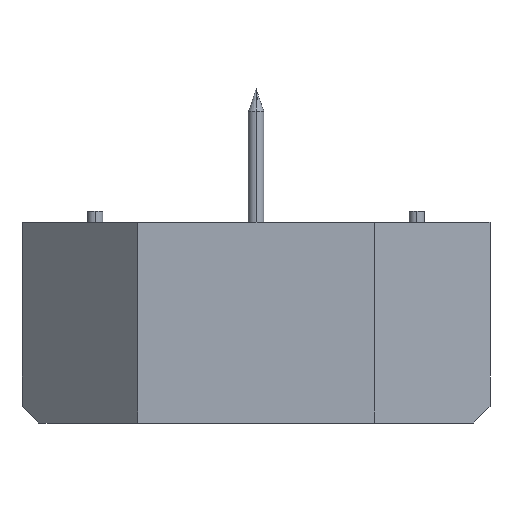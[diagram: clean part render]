
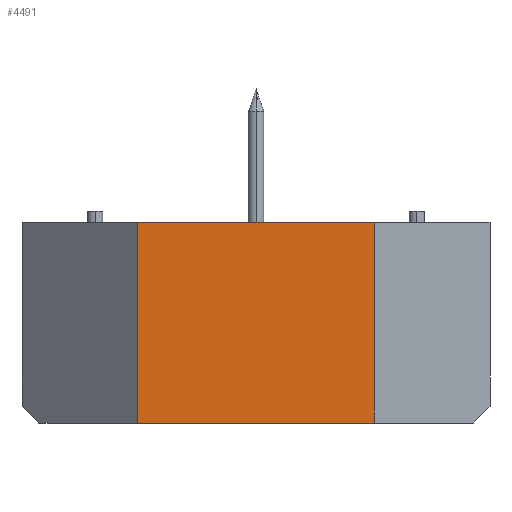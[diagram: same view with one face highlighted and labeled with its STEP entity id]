
A CAD part, left-side view. The second image highlights one B-rep face of the part: STEP entity #4491.
In plain terms, the highlighted planar face has unit normal (-1, 0, 0).
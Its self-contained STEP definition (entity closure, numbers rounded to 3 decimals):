
#166 = PLANE('',#167);
#167 = AXIS2_PLACEMENT_3D('',#168,#169,#170);
#168 = CARTESIAN_POINT('',(145.357,227.248,9.));
#169 = DIRECTION('',(0.,0.,-1.));
#170 = DIRECTION('',(-1.,0.,-0.));
#534 = PLANE('',#535);
#535 = AXIS2_PLACEMENT_3D('',#536,#537,#538);
#536 = CARTESIAN_POINT('',(150.657,237.748,0.));
#537 = DIRECTION('',(0.,0.,-1.));
#538 = DIRECTION('',(-1.,0.,-0.));
#3690 = VERTEX_POINT('',#3691);
#3691 = CARTESIAN_POINT('',(140.157,243.048,9.));
#3705 = PLANE('',#3706);
#3706 = AXIS2_PLACEMENT_3D('',#3707,#3708,#3709);
#3707 = CARTESIAN_POINT('',(140.157,243.048,0.));
#3708 = DIRECTION('',(-0.707,0.707,0.));
#3709 = DIRECTION('',(-0.707,-0.707,0.));
#3717 = EDGE_CURVE('',#3718,#3690,#3720,.T.);
#3718 = VERTEX_POINT('',#3719);
#3719 = CARTESIAN_POINT('',(140.157,232.448,9.));
#3720 = SURFACE_CURVE('',#3721,(#3725,#3732),.PCURVE_S1.);
#3721 = LINE('',#3722,#3723);
#3722 = CARTESIAN_POINT('',(140.157,227.248,9.));
#3723 = VECTOR('',#3724,1.);
#3724 = DIRECTION('',(0.,1.,0.));
#3725 = PCURVE('',#166,#3726);
#3726 = DEFINITIONAL_REPRESENTATION('',(#3727),#3731);
#3727 = LINE('',#3728,#3729);
#3728 = CARTESIAN_POINT('',(5.2,0.));
#3729 = VECTOR('',#3730,1.);
#3730 = DIRECTION('',(0.,1.));
#3731 = ( GEOMETRIC_REPRESENTATION_CONTEXT(2) 
PARAMETRIC_REPRESENTATION_CONTEXT() REPRESENTATION_CONTEXT('2D SPACE',''
  ) );
#3732 = PCURVE('',#3733,#3738);
#3733 = PLANE('',#3734);
#3734 = AXIS2_PLACEMENT_3D('',#3735,#3736,#3737);
#3735 = CARTESIAN_POINT('',(140.157,232.448,0.));
#3736 = DIRECTION('',(-1.,0.,0.));
#3737 = DIRECTION('',(0.,0.,1.));
#3738 = DEFINITIONAL_REPRESENTATION('',(#3739),#3743);
#3739 = LINE('',#3740,#3741);
#3740 = CARTESIAN_POINT('',(9.,-5.2));
#3741 = VECTOR('',#3742,1.);
#3742 = DIRECTION('',(0.,1.));
#3743 = ( GEOMETRIC_REPRESENTATION_CONTEXT(2) 
PARAMETRIC_REPRESENTATION_CONTEXT() REPRESENTATION_CONTEXT('2D SPACE',''
  ) );
#3759 = PLANE('',#3760);
#3760 = AXIS2_PLACEMENT_3D('',#3761,#3762,#3763);
#3761 = CARTESIAN_POINT('',(145.357,227.248,0.));
#3762 = DIRECTION('',(-0.707,-0.707,0.));
#3763 = DIRECTION('',(0.707,-0.707,0.));
#4028 = EDGE_CURVE('',#3718,#4029,#4031,.T.);
#4029 = VERTEX_POINT('',#4030);
#4030 = CARTESIAN_POINT('',(140.157,232.448,0.));
#4031 = SURFACE_CURVE('',#4032,(#4036,#4043),.PCURVE_S1.);
#4032 = LINE('',#4033,#4034);
#4033 = CARTESIAN_POINT('',(140.157,232.448,0.));
#4034 = VECTOR('',#4035,1.);
#4035 = DIRECTION('',(-0.,-0.,-1.));
#4036 = PCURVE('',#3759,#4037);
#4037 = DEFINITIONAL_REPRESENTATION('',(#4038),#4042);
#4038 = LINE('',#4039,#4040);
#4039 = CARTESIAN_POINT('',(-7.354,0.));
#4040 = VECTOR('',#4041,1.);
#4041 = DIRECTION('',(0.,-1.));
#4042 = ( GEOMETRIC_REPRESENTATION_CONTEXT(2) 
PARAMETRIC_REPRESENTATION_CONTEXT() REPRESENTATION_CONTEXT('2D SPACE',''
  ) );
#4043 = PCURVE('',#3733,#4044);
#4044 = DEFINITIONAL_REPRESENTATION('',(#4045),#4049);
#4045 = LINE('',#4046,#4047);
#4046 = CARTESIAN_POINT('',(0.,0.));
#4047 = VECTOR('',#4048,1.);
#4048 = DIRECTION('',(-1.,0.));
#4049 = ( GEOMETRIC_REPRESENTATION_CONTEXT(2) 
PARAMETRIC_REPRESENTATION_CONTEXT() REPRESENTATION_CONTEXT('2D SPACE',''
  ) );
#4449 = VERTEX_POINT('',#4450);
#4450 = CARTESIAN_POINT('',(140.157,243.048,
    0.));
#4471 = EDGE_CURVE('',#4449,#3690,#4472,.T.);
#4472 = SURFACE_CURVE('',#4473,(#4477,#4484),.PCURVE_S1.);
#4473 = LINE('',#4474,#4475);
#4474 = CARTESIAN_POINT('',(140.157,243.048,0.));
#4475 = VECTOR('',#4476,1.);
#4476 = DIRECTION('',(0.,0.,1.));
#4477 = PCURVE('',#3705,#4478);
#4478 = DEFINITIONAL_REPRESENTATION('',(#4479),#4483);
#4479 = LINE('',#4480,#4481);
#4480 = CARTESIAN_POINT('',(0.,0.));
#4481 = VECTOR('',#4482,1.);
#4482 = DIRECTION('',(0.,1.));
#4483 = ( GEOMETRIC_REPRESENTATION_CONTEXT(2) 
PARAMETRIC_REPRESENTATION_CONTEXT() REPRESENTATION_CONTEXT('2D SPACE',''
  ) );
#4484 = PCURVE('',#3733,#4485);
#4485 = DEFINITIONAL_REPRESENTATION('',(#4486),#4490);
#4486 = LINE('',#4487,#4488);
#4487 = CARTESIAN_POINT('',(0.,10.6));
#4488 = VECTOR('',#4489,1.);
#4489 = DIRECTION('',(1.,0.));
#4490 = ( GEOMETRIC_REPRESENTATION_CONTEXT(2) 
PARAMETRIC_REPRESENTATION_CONTEXT() REPRESENTATION_CONTEXT('2D SPACE',''
  ) );
#4491 = ADVANCED_FACE('',(#4492),#3733,.T.);
#4492 = FACE_BOUND('',#4493,.T.);
#4493 = EDGE_LOOP('',(#4494,#4515,#4516,#4517));
#4494 = ORIENTED_EDGE('',*,*,#4495,.T.);
#4495 = EDGE_CURVE('',#4449,#4029,#4496,.T.);
#4496 = SURFACE_CURVE('',#4497,(#4501,#4508),.PCURVE_S1.);
#4497 = LINE('',#4498,#4499);
#4498 = CARTESIAN_POINT('',(140.157,232.448,0.));
#4499 = VECTOR('',#4500,1.);
#4500 = DIRECTION('',(-0.,-1.,0.));
#4501 = PCURVE('',#3733,#4502);
#4502 = DEFINITIONAL_REPRESENTATION('',(#4503),#4507);
#4503 = LINE('',#4504,#4505);
#4504 = CARTESIAN_POINT('',(0.,0.));
#4505 = VECTOR('',#4506,1.);
#4506 = DIRECTION('',(0.,-1.));
#4507 = ( GEOMETRIC_REPRESENTATION_CONTEXT(2) 
PARAMETRIC_REPRESENTATION_CONTEXT() REPRESENTATION_CONTEXT('2D SPACE',''
  ) );
#4508 = PCURVE('',#534,#4509);
#4509 = DEFINITIONAL_REPRESENTATION('',(#4510),#4514);
#4510 = LINE('',#4511,#4512);
#4511 = CARTESIAN_POINT('',(10.5,-5.3));
#4512 = VECTOR('',#4513,1.);
#4513 = DIRECTION('',(-0.,-1.));
#4514 = ( GEOMETRIC_REPRESENTATION_CONTEXT(2) 
PARAMETRIC_REPRESENTATION_CONTEXT() REPRESENTATION_CONTEXT('2D SPACE',''
  ) );
#4515 = ORIENTED_EDGE('',*,*,#4028,.F.);
#4516 = ORIENTED_EDGE('',*,*,#3717,.T.);
#4517 = ORIENTED_EDGE('',*,*,#4471,.F.);
